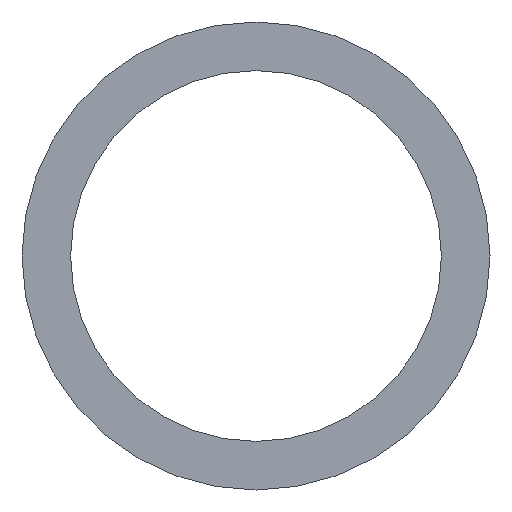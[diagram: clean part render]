
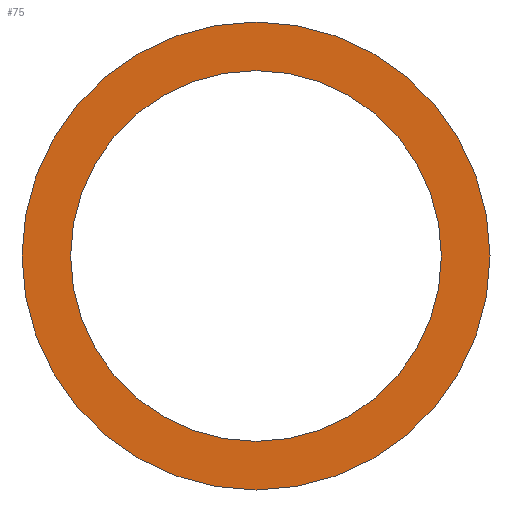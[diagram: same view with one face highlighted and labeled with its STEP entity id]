
A CAD part, left-side view. The second image highlights one B-rep face of the part: STEP entity #75.
In plain terms, the highlighted planar face has unit normal (-1, 0, 0).
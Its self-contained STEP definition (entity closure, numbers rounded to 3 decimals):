
#75 = ADVANCED_FACE( '', ( #81, #82 ), #83, .T. );
#81 = FACE_BOUND( '', #96, .T. );
#82 = FACE_OUTER_BOUND( '', #97, .T. );
#83 = PLANE( '', #98 );
#96 = EDGE_LOOP( '', ( #111 ) );
#97 = EDGE_LOOP( '', ( #112 ) );
#98 = AXIS2_PLACEMENT_3D( '', #113, #114, #115 );
#111 = ORIENTED_EDGE( '', *, *, #136, .T. );
#112 = ORIENTED_EDGE( '', *, *, #137, .F. );
#113 = CARTESIAN_POINT( '', ( -3., 6.5, 0. ) );
#114 = DIRECTION( '', ( -1., 0., 0. ) );
#115 = DIRECTION( '', ( 0., 0., 1. ) );
#136 = EDGE_CURVE( '', #141, #141, #142, .T. );
#137 = EDGE_CURVE( '', #143, #143, #144, .T. );
#141 = VERTEX_POINT( '', #151 );
#142 = CIRCLE( '', #152, 5.15 );
#143 = VERTEX_POINT( '', #153 );
#144 = CIRCLE( '', #154, 6.5 );
#151 = CARTESIAN_POINT( '', ( -3., 0., -5.15 ) );
#152 = AXIS2_PLACEMENT_3D( '', #161, #162, #163 );
#153 = CARTESIAN_POINT( '', ( -3., 0., -6.5 ) );
#154 = AXIS2_PLACEMENT_3D( '', #164, #165, #166 );
#161 = CARTESIAN_POINT( '', ( -3., 0., 0. ) );
#162 = DIRECTION( '', ( 1., 0., 0. ) );
#163 = DIRECTION( '', ( 0., 0., -1. ) );
#164 = CARTESIAN_POINT( '', ( -3., 0., 0. ) );
#165 = DIRECTION( '', ( 1., 0., 0. ) );
#166 = DIRECTION( '', ( 0., 0., -1. ) );
